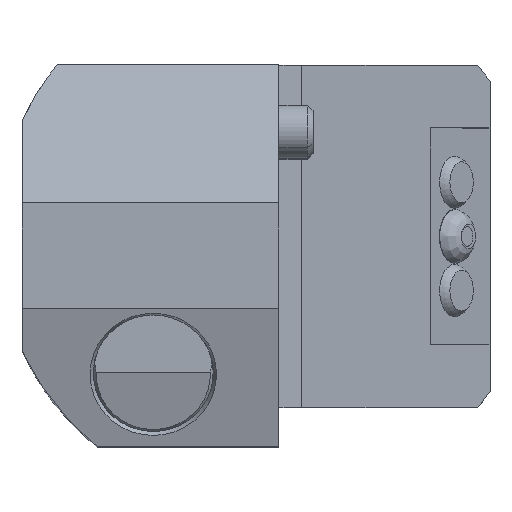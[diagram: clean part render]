
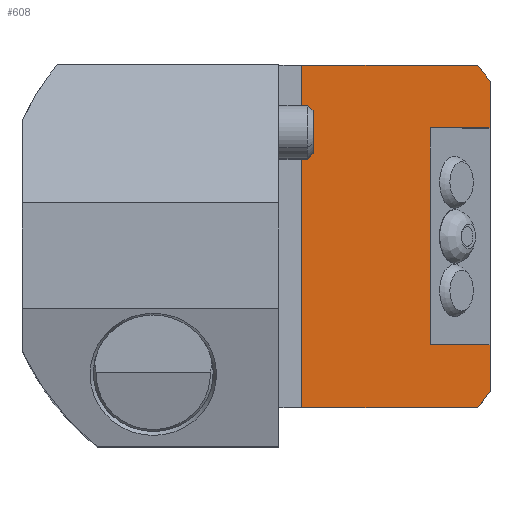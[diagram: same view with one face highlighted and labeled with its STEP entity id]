
A CAD part, top view. The second image highlights one B-rep face of the part: STEP entity #608.
In plain terms, the highlighted planar face has unit normal (0, 0, 1).
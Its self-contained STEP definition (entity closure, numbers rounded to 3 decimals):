
#316=FACE_OUTER_BOUND('',#1216,.T.);
#608=ADVANCED_FACE('',(#316),#795,.F.);
#795=PLANE('',#4358);
#913=CIRCLE('',#4356,47.5);
#914=CIRCLE('',#4357,47.5);
#1216=EDGE_LOOP('',(#2014,#2015,#2016,#2017,#2018,#2019,#2020,#2021,#2022,
#2023));
#2014=ORIENTED_EDGE('',*,*,#3188,.T.);
#2015=ORIENTED_EDGE('',*,*,#3205,.T.);
#2016=ORIENTED_EDGE('',*,*,#3206,.T.);
#2017=ORIENTED_EDGE('',*,*,#3207,.T.);
#2018=ORIENTED_EDGE('',*,*,#3208,.T.);
#2019=ORIENTED_EDGE('',*,*,#2833,.T.);
#2020=ORIENTED_EDGE('',*,*,#3204,.T.);
#2021=ORIENTED_EDGE('',*,*,#3209,.T.);
#2022=ORIENTED_EDGE('',*,*,#3210,.T.);
#2023=ORIENTED_EDGE('',*,*,#3211,.T.);
#2450=VERTEX_POINT('',#5655);
#2452=VERTEX_POINT('',#5658);
#2705=VERTEX_POINT('',#6870);
#2706=VERTEX_POINT('',#6872);
#2715=VERTEX_POINT('',#6902);
#2716=VERTEX_POINT('',#6906);
#2717=VERTEX_POINT('',#6908);
#2718=VERTEX_POINT('',#6910);
#2719=VERTEX_POINT('',#6913);
#2720=VERTEX_POINT('',#6915);
#2833=EDGE_CURVE('',#2452,#2450,#3392,.T.);
#3188=EDGE_CURVE('',#2706,#2705,#3602,.T.);
#3204=EDGE_CURVE('',#2450,#2715,#3615,.T.);
#3205=EDGE_CURVE('',#2705,#2716,#3616,.T.);
#3206=EDGE_CURVE('',#2716,#2717,#913,.T.);
#3207=EDGE_CURVE('',#2717,#2718,#3617,.T.);
#3208=EDGE_CURVE('',#2718,#2452,#3618,.T.);
#3209=EDGE_CURVE('',#2715,#2719,#3619,.T.);
#3210=EDGE_CURVE('',#2719,#2720,#914,.T.);
#3211=EDGE_CURVE('',#2720,#2706,#3620,.T.);
#3392=LINE('',#5657,#3750);
#3602=LINE('',#6871,#3960);
#3615=LINE('',#6903,#3973);
#3616=LINE('',#6905,#3974);
#3617=LINE('',#6909,#3975);
#3618=LINE('',#6911,#3976);
#3619=LINE('',#6912,#3977);
#3620=LINE('',#6916,#3978);
#3750=VECTOR('',#4506,1.);
#3960=VECTOR('',#5192,1.);
#3973=VECTOR('',#5223,1.);
#3974=VECTOR('',#5226,1.);
#3975=VECTOR('',#5229,1.);
#3976=VECTOR('',#5230,1.);
#3977=VECTOR('',#5231,1.);
#3978=VECTOR('',#5234,1.);
#4356=AXIS2_PLACEMENT_3D('',#6907,#5227,#5228);
#4357=AXIS2_PLACEMENT_3D('',#6914,#5232,#5233);
#4358=AXIS2_PLACEMENT_3D('',#6917,#5235,#5236);
#4506=DIRECTION('',(0.,1.,0.));
#5192=DIRECTION('',(0.,-1.,0.));
#5223=DIRECTION('',(1.,0.,0.));
#5226=DIRECTION('',(1.,0.,0.));
#5227=DIRECTION('',(0.,0.,1.));
#5228=DIRECTION('',(-1.,0.,0.));
#5229=DIRECTION('',(0.,1.,0.));
#5230=DIRECTION('',(-1.,0.,0.));
#5231=DIRECTION('',(0.,1.,0.));
#5232=DIRECTION('',(0.,0.,1.));
#5233=DIRECTION('',(-1.,0.,0.));
#5234=DIRECTION('',(-1.,0.,0.));
#5235=DIRECTION('',(0.,0.,-1.));
#5236=DIRECTION('',(1.,0.,0.));
#5655=CARTESIAN_POINT('',(28.497,19.,33.));
#5657=CARTESIAN_POINT('',(28.497,-19.,33.));
#5658=CARTESIAN_POINT('',(28.497,-19.,33.));
#6870=CARTESIAN_POINT('',(6.,-30.,33.));
#6871=CARTESIAN_POINT('',(6.,-37.,33.));
#6872=CARTESIAN_POINT('',(6.,30.,33.));
#6902=CARTESIAN_POINT('',(39.,19.,33.));
#6903=CARTESIAN_POINT('',(39.,19.,33.));
#6905=CARTESIAN_POINT('',(39.,-30.,33.));
#6906=CARTESIAN_POINT('',(36.827,-30.,33.));
#6907=CARTESIAN_POINT('',(0.,0.,33.));
#6908=CARTESIAN_POINT('',(39.,-27.115,33.));
#6909=CARTESIAN_POINT('',(39.,-38.5,33.));
#6910=CARTESIAN_POINT('',(39.,-19.,33.));
#6911=CARTESIAN_POINT('',(39.,-19.,33.));
#6912=CARTESIAN_POINT('',(39.,-38.5,33.));
#6913=CARTESIAN_POINT('',(39.,27.115,33.));
#6914=CARTESIAN_POINT('',(0.,0.,33.));
#6915=CARTESIAN_POINT('',(36.827,30.,33.));
#6916=CARTESIAN_POINT('',(-43.,30.,33.));
#6917=CARTESIAN_POINT('',(39.,-38.5,33.));
